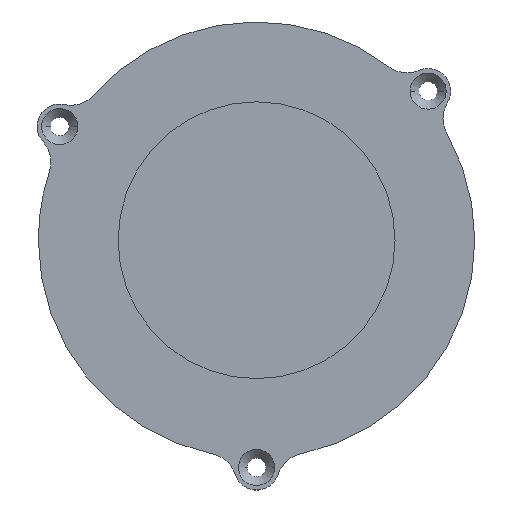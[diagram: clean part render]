
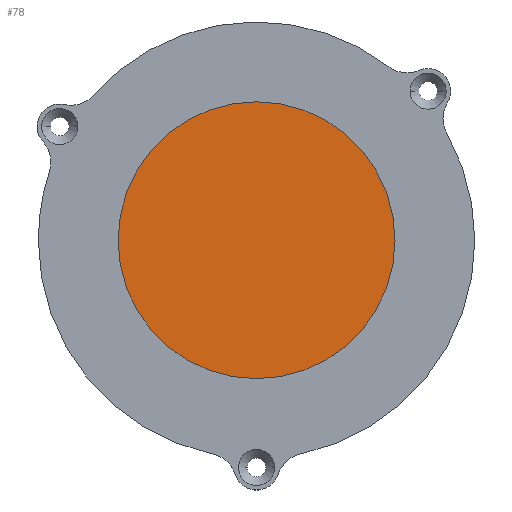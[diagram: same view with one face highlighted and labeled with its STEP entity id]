
A CAD part, top view. The second image highlights one B-rep face of the part: STEP entity #78.
In plain terms, the highlighted planar face has unit normal (0, 0, 1).
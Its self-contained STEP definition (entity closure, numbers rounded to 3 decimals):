
#78 = ADVANCED_FACE ( 'NONE', ( #185 ), #854, .T. ) ;
#103 = CARTESIAN_POINT ( 'NONE',  ( 0., 0., 3. ) ) ;
#104 = EDGE_CURVE ( 'NONE', #157, #749, #545, .T. ) ;
#157 = VERTEX_POINT ( 'NONE', #715 ) ;
#185 = FACE_OUTER_BOUND ( 'NONE', #283, .T. ) ;
#283 = EDGE_LOOP ( 'NONE', ( #602, #702 ) ) ;
#302 = CARTESIAN_POINT ( 'NONE',  ( -46., 0., 3. ) ) ;
#359 = CARTESIAN_POINT ( 'NONE',  ( 0., 0., 3. ) ) ;
#398 = CIRCLE ( 'NONE', #678, 46. ) ;
#478 = DIRECTION ( 'NONE',  ( 0., 0., 1. ) ) ;
#496 = AXIS2_PLACEMENT_3D ( 'NONE', #103, #780, #719 ) ;
#545 = CIRCLE ( 'NONE', #630, 46. ) ;
#602 = ORIENTED_EDGE ( 'NONE', *, *, #104, .T. ) ;
#630 = AXIS2_PLACEMENT_3D ( 'NONE', #359, #478, #1021 ) ;
#678 = AXIS2_PLACEMENT_3D ( 'NONE', #800, #959, #863 ) ;
#687 = EDGE_CURVE ( 'NONE', #749, #157, #398, .T. ) ;
#702 = ORIENTED_EDGE ( 'NONE', *, *, #687, .T. ) ;
#715 = CARTESIAN_POINT ( 'NONE',  ( 46., 0., 3. ) ) ;
#719 = DIRECTION ( 'NONE',  ( 1., 0., 0. ) ) ;
#749 = VERTEX_POINT ( 'NONE', #302 ) ;
#780 = DIRECTION ( 'NONE',  ( 0., 0., 1. ) ) ;
#800 = CARTESIAN_POINT ( 'NONE',  ( 0., 0., 3. ) ) ;
#854 = PLANE ( 'NONE',  #496 ) ;
#863 = DIRECTION ( 'NONE',  ( 1., 0., 0. ) ) ;
#959 = DIRECTION ( 'NONE',  ( 0., 0., 1. ) ) ;
#1021 = DIRECTION ( 'NONE',  ( 1., 0., 0. ) ) ;
